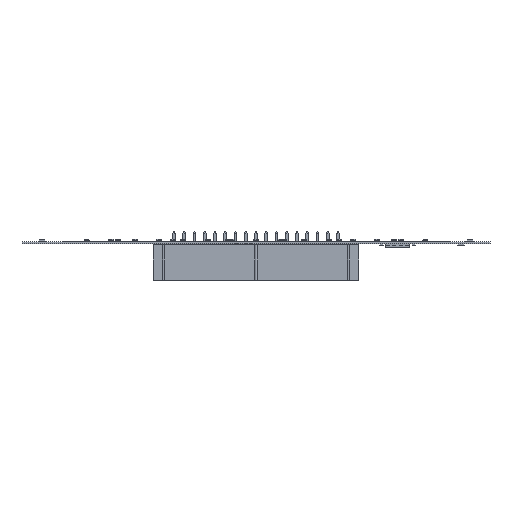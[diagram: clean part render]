
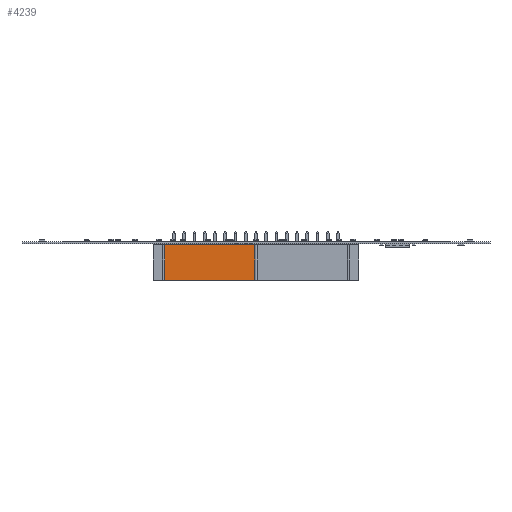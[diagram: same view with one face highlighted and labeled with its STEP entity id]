
A CAD part, front view. The second image highlights one B-rep face of the part: STEP entity #4239.
In plain terms, the highlighted face is planar.
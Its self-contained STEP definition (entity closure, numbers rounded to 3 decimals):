
#3838 = VERTEX_POINT('',#3839);
#3839 = CARTESIAN_POINT('',(-22.62,4.425,-4.425));
#3846 = EDGE_CURVE('',#3847,#3838,#3849,.T.);
#3847 = VERTEX_POINT('',#3848);
#3848 = CARTESIAN_POINT('',(-0.325,4.425,-4.425));
#3849 = LINE('',#3850,#3851);
#3850 = CARTESIAN_POINT('',(25.42,4.425,-4.425));
#3851 = VECTOR('',#3852,1.);
#3852 = DIRECTION('',(-1.,0.,0.));
#4239 = ADVANCED_FACE('',(#4240),#4265,.T.);
#4240 = FACE_BOUND('',#4241,.T.);
#4241 = EDGE_LOOP('',(#4242,#4250,#4251,#4259));
#4242 = ORIENTED_EDGE('',*,*,#4243,.F.);
#4243 = EDGE_CURVE('',#3847,#4244,#4246,.T.);
#4244 = VERTEX_POINT('',#4245);
#4245 = CARTESIAN_POINT('',(-0.325,4.425,4.425));
#4246 = LINE('',#4247,#4248);
#4247 = CARTESIAN_POINT('',(-0.325,4.425,-4.425));
#4248 = VECTOR('',#4249,1.);
#4249 = DIRECTION('',(0.,0.,1.));
#4250 = ORIENTED_EDGE('',*,*,#3846,.T.);
#4251 = ORIENTED_EDGE('',*,*,#4252,.T.);
#4252 = EDGE_CURVE('',#3838,#4253,#4255,.T.);
#4253 = VERTEX_POINT('',#4254);
#4254 = CARTESIAN_POINT('',(-22.62,4.425,4.425));
#4255 = LINE('',#4256,#4257);
#4256 = CARTESIAN_POINT('',(-22.62,4.425,-4.425));
#4257 = VECTOR('',#4258,1.);
#4258 = DIRECTION('',(0.,0.,1.));
#4259 = ORIENTED_EDGE('',*,*,#4260,.T.);
#4260 = EDGE_CURVE('',#4253,#4244,#4261,.T.);
#4261 = LINE('',#4262,#4263);
#4262 = CARTESIAN_POINT('',(-25.42,4.425,4.425));
#4263 = VECTOR('',#4264,1.);
#4264 = DIRECTION('',(1.,0.,0.));
#4265 = PLANE('',#4266);
#4266 = AXIS2_PLACEMENT_3D('',#4267,#4268,#4269);
#4267 = CARTESIAN_POINT('',(0.,4.425,0.));
#4268 = DIRECTION('',(0.,1.,0.));
#4269 = DIRECTION('',(0.,0.,1.));
